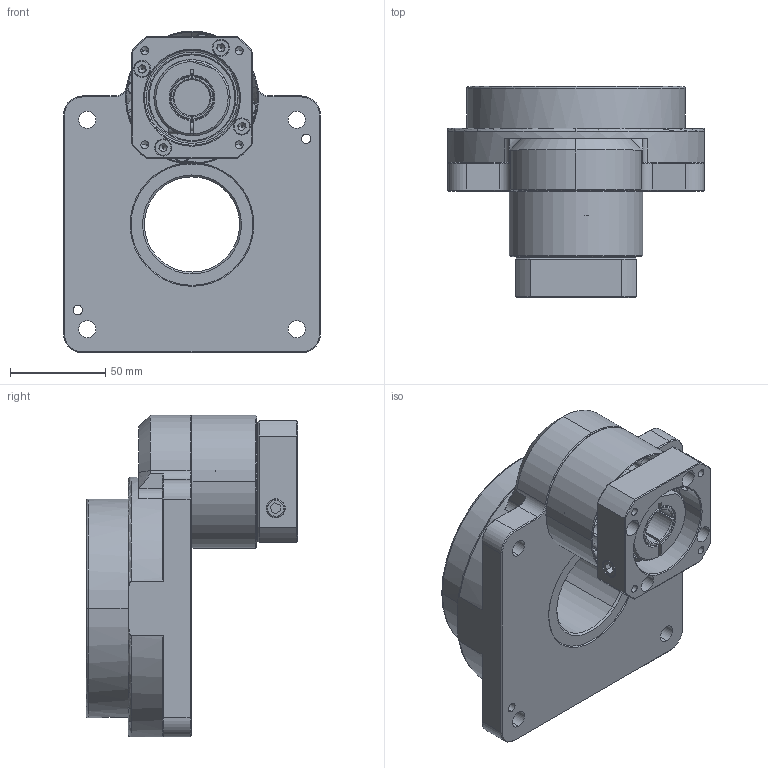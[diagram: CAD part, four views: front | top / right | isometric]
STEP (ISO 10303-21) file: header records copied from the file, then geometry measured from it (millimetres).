
FILE_DESCRIPTION (( 'STEP AP203' ), '1' );
FILE_NAME ('HLMT135-010-040HB.step', '2020-04-29T02:09:18', ( 'JVL' ), ( '' ), 'SwSTEP 2.0', 'SolidWorks 2020', '' );
FILE_SCHEMA (( 'CONFIG_CONTROL_DESIGN' ));
Length unit declared in the file: millimetre
Products named in the file (1): HLMT135-010-040HB
Bounding box: 135 x 111 x 169.1 mm (x, y, z)
Volume: 837429.1 mm3; surface area: 116818.2 mm2
Topology: 2 solids, 19 shells, 755 faces, 1805 edges, 1082 vertices
Faces by surface type: plane 281, cylinder 224, cone 210, torus 35, bspline 5
Entity records: 23634 total; most frequent: CARTESIAN_POINT 5992, DIRECTION 3916, ORIENTED_EDGE 3486, EDGE_CURVE 1743, AXIS2_PLACEMENT_3D 1550, VERTEX_POINT 1082, EDGE_LOOP 851, LINE 816
